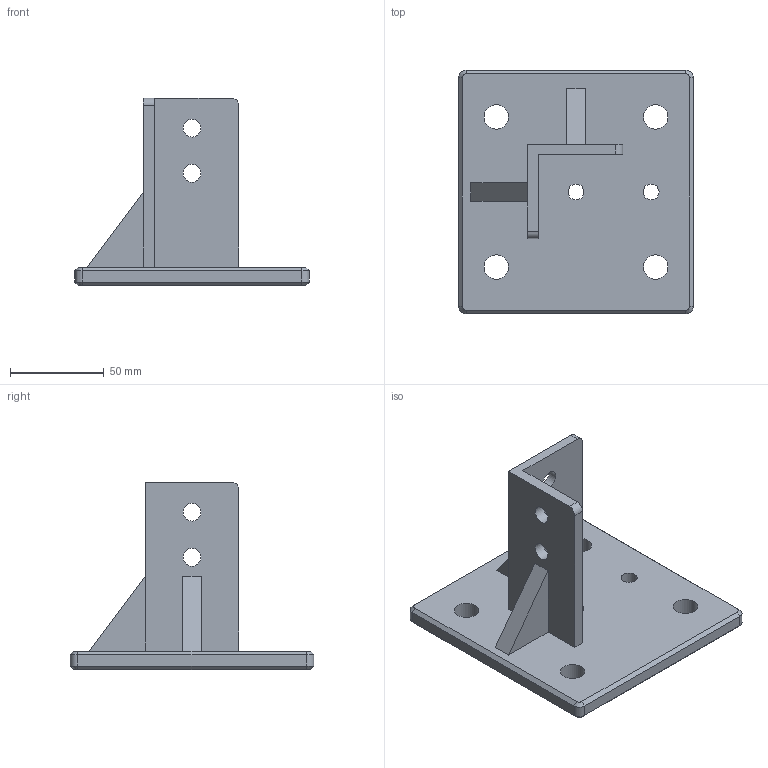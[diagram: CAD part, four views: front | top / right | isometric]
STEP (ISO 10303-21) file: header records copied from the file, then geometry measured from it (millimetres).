
FILE_DESCRIPTION(/* description */ (''),/* implementation_level */ '2;1');
FILE_NAME(/* name */ '81244_KriTec_Standfuss_10_Raster_40.stp',/* time_stamp */ '2014-12-18T08:46:15+01:00',/* author */ ('kostic'),/* organization */ (''),/* preprocessor_version */ 'ST-DEVELOPER v15.2',/* originating_system */ 'Autodesk Inventor 2014',/* authorisation */ '');
FILE_SCHEMA (('AUTOMOTIVE_DESIGN { 1 0 10303 214 3 1 1 }'));
Length unit declared in the file: millimetre
Products named in the file (1): 81244_KriTec_Standfuss_10_Raster_40
Bounding box: 125 x 130 x 100 mm (x, y, z)
Volume: 211221.6 mm3; surface area: 57356.1 mm2
Topology: 1 solids, 1 shells, 53 faces, 142 edges, 92 vertices
Faces by surface type: plane 27, cylinder 16, cone 10
Full cylindrical faces by diameter (mm): 8.5 x2, 9.5 x4, 13 x4
Entity records: 1625 total; most frequent: DIRECTION 270, CARTESIAN_POINT 256, ORIENTED_EDGE 240, EDGE_CURVE 120, AXIS2_PLACEMENT_3D 96, EDGE_LOOP 86, VERTEX_POINT 82, LINE 78
